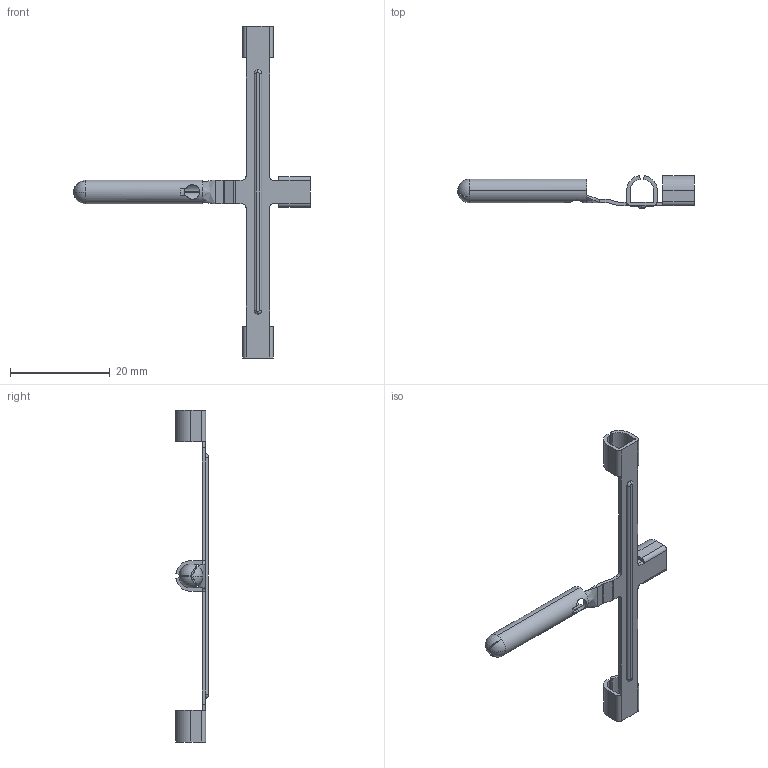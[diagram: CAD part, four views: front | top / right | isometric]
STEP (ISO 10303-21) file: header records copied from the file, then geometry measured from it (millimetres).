
FILE_DESCRIPTION (( 'STEP AP203' ), '1' );
FILE_NAME ('82654.STEP', '2015-01-20T18:56:31', ( '' ), ( '' ), 'SwSTEP 2.0', 'SolidWorks 2014', '' );
FILE_SCHEMA (( 'CONFIG_CONTROL_DESIGN' ));
Length unit declared in the file: inch
Products named in the file (1): 82654
Bounding box: 47.55 x 6.52 x 66.65 mm (x, y, z)
Volume: 663.9 mm3; surface area: 2246.7 mm2
Topology: 1 solids, 1 shells, 139 faces, 376 edges, 235 vertices
Faces by surface type: plane 61, cylinder 57, torus 9, sphere 8, bspline 4
Entity records: 4685 total; most frequent: CARTESIAN_POINT 1069, DIRECTION 764, ORIENTED_EDGE 744, EDGE_CURVE 372, AXIS2_PLACEMENT_3D 280, VERTEX_POINT 235, VECTOR 204, LINE 204
